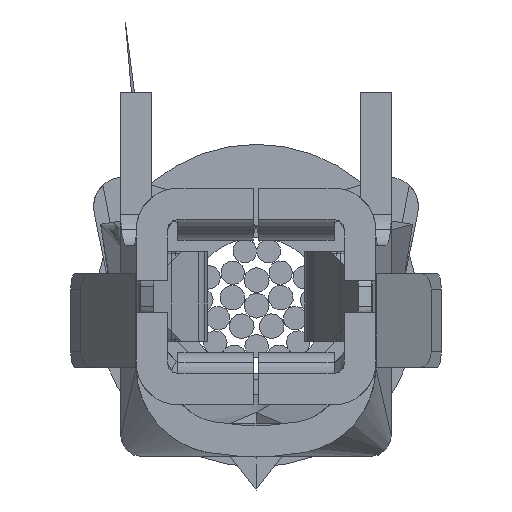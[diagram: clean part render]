
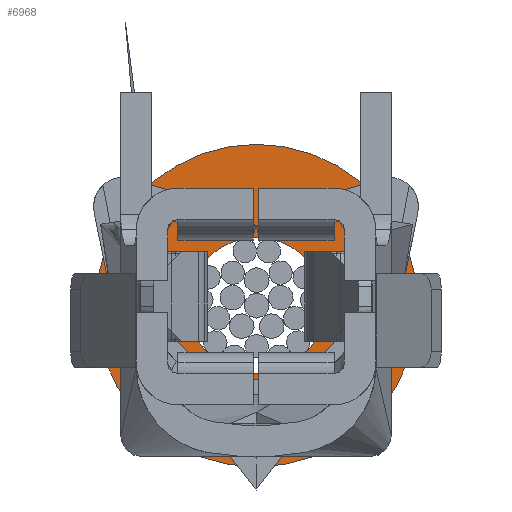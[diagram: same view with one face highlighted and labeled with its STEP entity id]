
A CAD part, front view. The second image highlights one B-rep face of the part: STEP entity #6968.
In plain terms, the highlighted planar face has unit normal (0, -1, 0).
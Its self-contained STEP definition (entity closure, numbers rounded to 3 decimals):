
#1512=PLANE('',#7553);
#1746=ORIENTED_EDGE('',*,*,#3885,.T.);
#1747=ORIENTED_EDGE('',*,*,#3887,.F.);
#3885=EDGE_CURVE('',#4957,#4957,#5662,.T.);
#3887=EDGE_CURVE('',#4959,#4959,#5664,.T.);
#4957=VERTEX_POINT('',#10349);
#4959=VERTEX_POINT('',#10354);
#5662=CIRCLE('',#7548,0.655);
#5664=CIRCLE('',#7551,1.55);
#5960=EDGE_LOOP('',(#1746));
#5961=EDGE_LOOP('',(#1747));
#6389=FACE_BOUND('',#5960,.T.);
#6390=FACE_BOUND('',#5961,.T.);
#6968=ADVANCED_FACE('',(#6389,#6390),#1512,.F.);
#7548=AXIS2_PLACEMENT_3D('',#10348,#8256,#8257);
#7551=AXIS2_PLACEMENT_3D('',#10353,#8262,#8263);
#7553=AXIS2_PLACEMENT_3D('',#10356,#8266,#8267);
#8256=DIRECTION('',(0.,1.,0.));
#8257=DIRECTION('',(1.,0.,0.));
#8262=DIRECTION('',(0.,1.,0.));
#8263=DIRECTION('',(1.,0.,0.));
#8266=DIRECTION('',(0.,1.,0.));
#8267=DIRECTION('',(0.,0.,1.));
#10348=CARTESIAN_POINT('',(0.,-72.75,0.));
#10349=CARTESIAN_POINT('',(0.655,-72.75,0.));
#10353=CARTESIAN_POINT('',(0.,-72.75,0.));
#10354=CARTESIAN_POINT('',(1.55,-72.75,0.));
#10356=CARTESIAN_POINT('',(0.,-72.75,0.));
